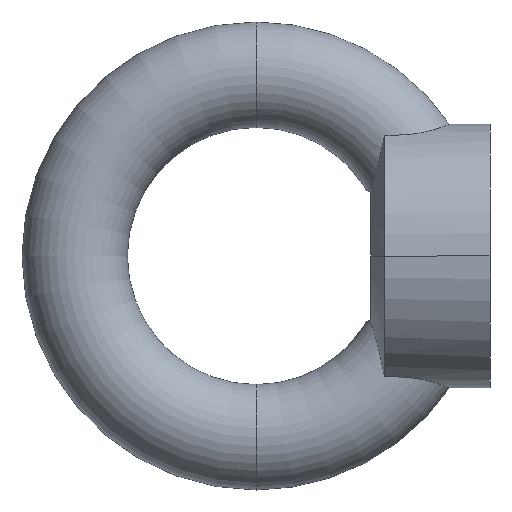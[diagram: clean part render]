
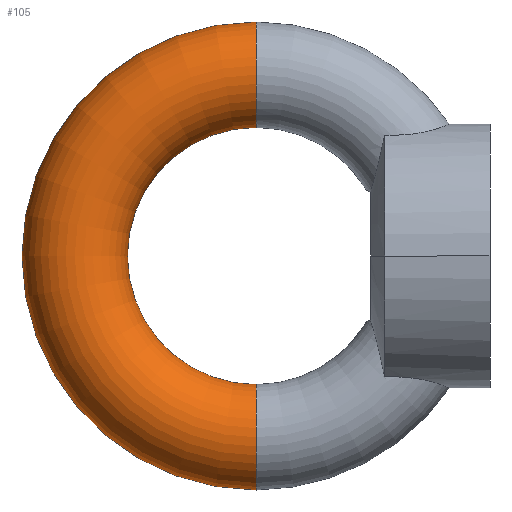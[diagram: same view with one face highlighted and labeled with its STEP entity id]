
A CAD part, left-side view. The second image highlights one B-rep face of the part: STEP entity #105.
In plain terms, the highlighted toroidal (fillet/blend) face has major radius 27.5 mm and minor radius 8 mm.
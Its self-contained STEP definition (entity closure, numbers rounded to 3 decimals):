
#105=ADVANCED_FACE('',(#149),#150,.T.);
#149=FACE_OUTER_BOUND('',#207,.T.);
#150=TOROIDAL_SURFACE('',#208,27.5,8.0);
#207=EDGE_LOOP('',(#323,#324,#325,#326));
#208=AXIS2_PLACEMENT_3D('',#327,#328,#329);
#323=ORIENTED_EDGE('',*,*,#451,.T.);
#324=ORIENTED_EDGE('',*,*,#475,.F.);
#325=ORIENTED_EDGE('',*,*,#452,.T.);
#326=ORIENTED_EDGE('',*,*,#476,.F.);
#327=CARTESIAN_POINT('',(0.0,35.5,0.0));
#328=DIRECTION('',(-1.0,0.0,0.0));
#329=DIRECTION('',(0.0,0.0,1.0));
#451=EDGE_CURVE('',#519,#506,#530,.T.);
#452=EDGE_CURVE('',#509,#527,#531,.T.);
#475=EDGE_CURVE('',#509,#506,#566,.T.);
#476=EDGE_CURVE('',#519,#527,#567,.T.);
#506=VERTEX_POINT('',#590);
#509=VERTEX_POINT('',#593);
#519=VERTEX_POINT('',#642);
#527=VERTEX_POINT('',#689);
#530=CIRCLE('',#692,35.5);
#531=CIRCLE('',#693,19.5);
#566=CIRCLE('',#793,8.0);
#567=CIRCLE('',#794,8.0);
#590=CARTESIAN_POINT('',(0.,35.5,-35.5));
#593=CARTESIAN_POINT('',(0.,35.5,-19.5));
#642=CARTESIAN_POINT('',(0.,35.5,35.5));
#689=CARTESIAN_POINT('',(0.,35.5,19.5));
#692=AXIS2_PLACEMENT_3D('',#858,#859,#860);
#693=AXIS2_PLACEMENT_3D('',#861,#862,#863);
#793=AXIS2_PLACEMENT_3D('',#903,#904,#905);
#794=AXIS2_PLACEMENT_3D('',#906,#907,#908);
#858=CARTESIAN_POINT('',(0.,35.5,0.0));
#859=DIRECTION('',(-1.0,0.0,0.0));
#860=DIRECTION('',(0.0,-0.0,1.0));
#861=CARTESIAN_POINT('',(0.,35.5,0.0));
#862=DIRECTION('',(1.0,0.0,-0.0));
#863=DIRECTION('',(0.0,0.0,1.0));
#903=CARTESIAN_POINT('',(0.0,35.5,-27.5));
#904=DIRECTION('',(0.0,-1.0,0.));
#905=DIRECTION('',(0.0,0.,-1.0));
#906=CARTESIAN_POINT('',(0.0,35.5,27.5));
#907=DIRECTION('',(-0.0,-1.0,0.));
#908=DIRECTION('',(0.0,0.,1.0));
